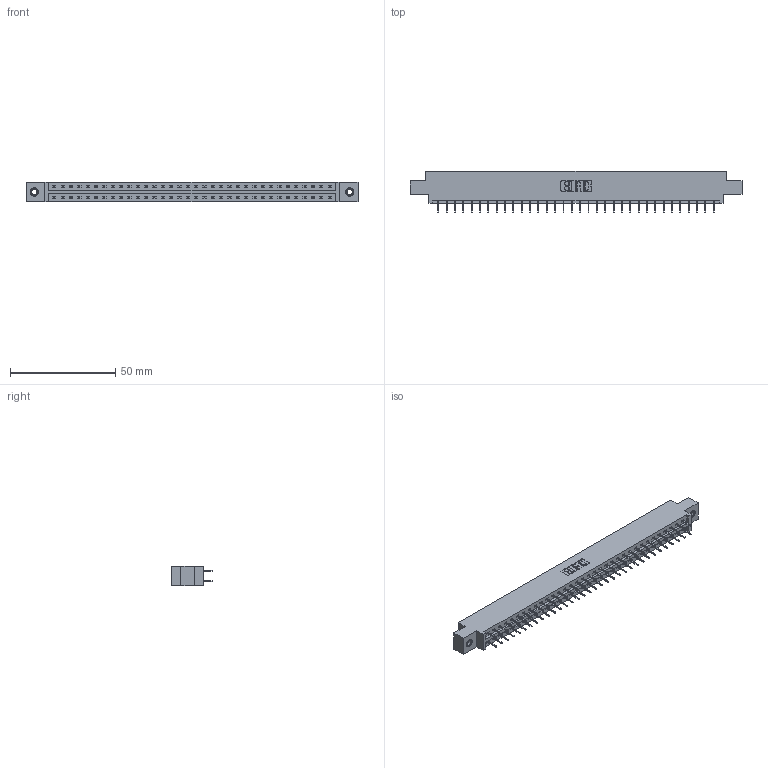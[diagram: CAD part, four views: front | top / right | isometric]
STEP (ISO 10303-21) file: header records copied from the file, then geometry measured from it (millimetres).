
FILE_DESCRIPTION (( 'STEP AP203' ), '1' );
FILE_NAME ('337-068-524-807.STEP', '2019-10-12T02:02:32', ( '' ), ( '' ), 'SwSTEP 2.0', 'SolidWorks 2016', '' );
FILE_SCHEMA (( 'CONFIG_CONTROL_DESIGN' ));
Length unit declared in the file: inch
Products named in the file (4): 345-292-001_345-293-124; 337 Part_0.170 Offset - 0.156 Dia-TI; 345-250-001_345-250-005-103; 337-068-524-807
Assembly tree (71 placements, depth 2):
  337-068-524-807
    337 Part_0.170 Offset - 0.156 Dia-TI
    345-292-001_345-293-124  x68
    345-250-001_345-250-005-103  x2
Bounding box: 157.73 x 19.69 x 9.4 mm (x, y, z)
Volume: 16282.8 mm3; surface area: 18155.1 mm2
Topology: 71 solids, 71 shells, 4122 faces, 11679 edges, 7506 vertices
Faces by surface type: plane 3098, cylinder 1008, cone 12, torus 4
Entity records: 28788 total; most frequent: CARTESIAN_POINT 4837, ORIENTED_EDGE 4766, DIRECTION 4161, EDGE_CURVE 2383, VECTOR 2239, LINE 2239, VERTEX_POINT 1580, AXIS2_PLACEMENT_3D 961
